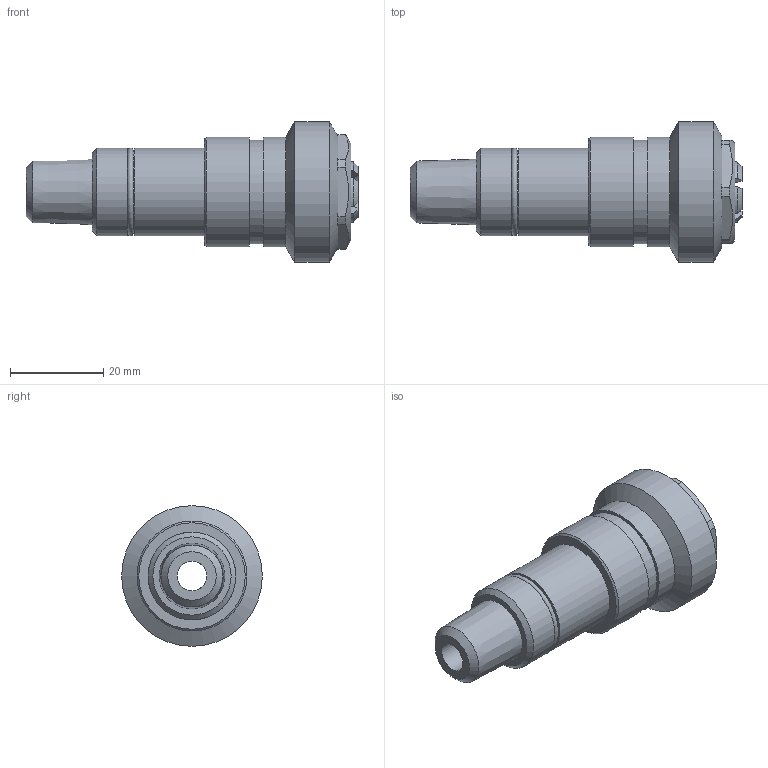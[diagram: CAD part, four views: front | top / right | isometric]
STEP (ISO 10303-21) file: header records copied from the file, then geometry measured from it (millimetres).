
FILE_DESCRIPTION(/* description */ (''),/* implementation_level */ '2;1');
FILE_NAME(/* name */ 'ST-05042.stp',/* time_stamp */ '2014-10-02T07:50:26-05:00',/* author */ ('scottg'),/* organization */ ('FasTest,Inc.'),/* preprocessor_version */ 'ST-DEVELOPER v15.2',/* originating_system */ 'Autodesk Inventor 2014',/* authorisation */ '');
FILE_SCHEMA (('AUTOMOTIVE_DESIGN { 1 0 10303 214 3 1 1 }'));
Length unit declared in the file: inch
Products named in the file (1): ST-05042
Bounding box: 71.37 x 30.23 x 30.23 mm (x, y, z)
Volume: 22416.7 mm3; surface area: 7635.6 mm2
Topology: 1 solids, 1 shells, 135 faces, 355 edges, 230 vertices
Faces by surface type: plane 70, cylinder 36, cone 28, torus 1
Full cylindrical faces by diameter (mm): 6.401 x1, 15.519 x1, 16.637 x1, 17.602 x1, 18.872 x2, 22.352 x1, 23.647 x2, 30.226 x1
Entity records: 4031 total; most frequent: CARTESIAN_POINT 786, DIRECTION 682, ORIENTED_EDGE 664, EDGE_CURVE 332, AXIS2_PLACEMENT_3D 260, VERTEX_POINT 226, EDGE_LOOP 164, LINE 162
